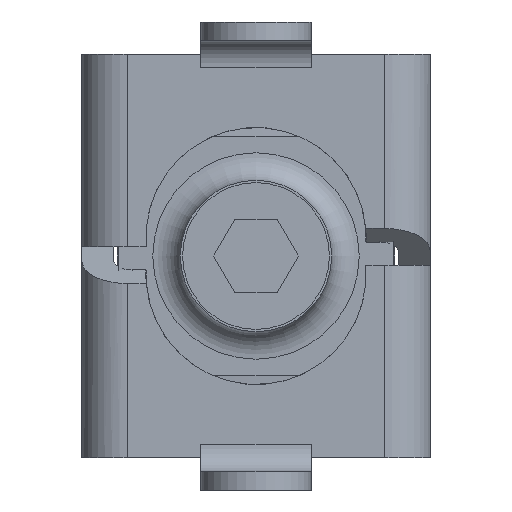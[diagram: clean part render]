
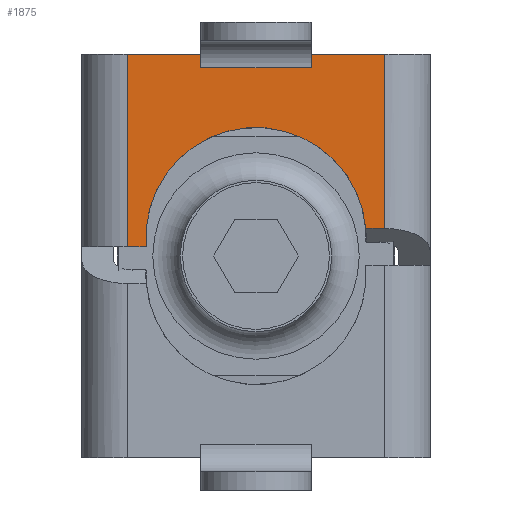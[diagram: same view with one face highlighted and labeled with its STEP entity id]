
A CAD part, front view. The second image highlights one B-rep face of the part: STEP entity #1875.
In plain terms, the highlighted face is planar.
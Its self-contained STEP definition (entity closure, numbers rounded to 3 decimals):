
#120=CIRCLE('',#2062,12.);
#316=ORIENTED_EDGE('',*,*,#710,.F.);
#317=ORIENTED_EDGE('',*,*,#821,.T.);
#318=ORIENTED_EDGE('',*,*,#730,.F.);
#319=ORIENTED_EDGE('',*,*,#719,.F.);
#320=ORIENTED_EDGE('',*,*,#822,.F.);
#321=ORIENTED_EDGE('',*,*,#823,.T.);
#322=ORIENTED_EDGE('',*,*,#743,.F.);
#323=ORIENTED_EDGE('',*,*,#824,.T.);
#324=ORIENTED_EDGE('',*,*,#700,.T.);
#325=ORIENTED_EDGE('',*,*,#825,.T.);
#700=EDGE_CURVE('',#968,#969,#1146,.T.);
#710=EDGE_CURVE('',#978,#979,#1153,.T.);
#719=EDGE_CURVE('',#987,#988,#1159,.T.);
#730=EDGE_CURVE('',#988,#996,#1167,.T.);
#743=EDGE_CURVE('',#1008,#1009,#1177,.T.);
#821=EDGE_CURVE('',#978,#996,#1238,.T.);
#822=EDGE_CURVE('',#1058,#987,#1239,.T.);
#823=EDGE_CURVE('',#1058,#1009,#1240,.T.);
#824=EDGE_CURVE('',#1008,#968,#1241,.F.);
#825=EDGE_CURVE('',#969,#979,#120,.T.);
#968=VERTEX_POINT('',#2764);
#969=VERTEX_POINT('',#2765);
#978=VERTEX_POINT('',#2784);
#979=VERTEX_POINT('',#2786);
#987=VERTEX_POINT('',#2803);
#988=VERTEX_POINT('',#2805);
#996=VERTEX_POINT('',#2827);
#1008=VERTEX_POINT('',#2853);
#1009=VERTEX_POINT('',#2855);
#1058=VERTEX_POINT('',#3009);
#1146=LINE('',#2763,#1339);
#1153=LINE('',#2785,#1346);
#1159=LINE('',#2804,#1352);
#1167=LINE('',#2826,#1360);
#1177=LINE('',#2854,#1370);
#1238=LINE('',#3007,#1431);
#1239=LINE('',#3008,#1432);
#1240=LINE('',#3010,#1433);
#1241=LINE('',#3011,#1434);
#1339=VECTOR('',#2192,1000.);
#1346=VECTOR('',#2207,1000.);
#1352=VECTOR('',#2221,1000.);
#1360=VECTOR('',#2241,1000.);
#1370=VECTOR('',#2261,1000.);
#1431=VECTOR('',#2408,1000.);
#1432=VECTOR('',#2409,1000.);
#1433=VECTOR('',#2410,1000.);
#1434=VECTOR('',#2411,1000.);
#1565=EDGE_LOOP('',(#316,#317,#318,#319,#320,#321,#322,#323,#324,#325));
#1687=FACE_BOUND('',#1565,.T.);
#1801=PLANE('',#2061);
#1875=ADVANCED_FACE('',(#1687),#1801,.F.);
#2061=AXIS2_PLACEMENT_3D('',#3006,#2406,#2407);
#2062=AXIS2_PLACEMENT_3D('',#3012,#2412,#2413);
#2192=DIRECTION('',(0.,0.,-1.));
#2207=DIRECTION('',(0.,0.,1.));
#2221=DIRECTION('',(-1.,0.,0.));
#2241=DIRECTION('',(0.,0.,-1.));
#2261=DIRECTION('',(0.,0.,-1.));
#2406=DIRECTION('',(0.,-1.,0.));
#2407=DIRECTION('',(0.,0.,-1.));
#2408=DIRECTION('',(-1.,0.,0.));
#2409=DIRECTION('',(0.,0.,-1.));
#2410=DIRECTION('',(-1.,0.,0.));
#2411=DIRECTION('',(-1.,0.,0.));
#2412=DIRECTION('',(0.,-1.,0.));
#2413=DIRECTION('',(0.,0.,-1.));
#2763=CARTESIAN_POINT('',(21.,0.,19.));
#2764=CARTESIAN_POINT('',(21.,0.,14.));
#2765=CARTESIAN_POINT('',(21.,0.,11.958));
#2784=CARTESIAN_POINT('',(19.,0.,-14.));
#2785=CARTESIAN_POINT('',(19.,0.,-19.));
#2786=CARTESIAN_POINT('',(19.,0.,-11.958));
#2803=CARTESIAN_POINT('',(1.486,0.,-6.));
#2804=CARTESIAN_POINT('',(21.,0.,-6.));
#2805=CARTESIAN_POINT('',(0.,0.,-6.));
#2826=CARTESIAN_POINT('',(0.,0.,19.));
#2827=CARTESIAN_POINT('',(0.,0.,-14.));
#2853=CARTESIAN_POINT('',(0.,0.,14.));
#2854=CARTESIAN_POINT('',(0.,0.,19.));
#2855=CARTESIAN_POINT('',(0.,0.,6.));
#3006=CARTESIAN_POINT('',(21.,0.,19.));
#3007=CARTESIAN_POINT('',(21.,0.,-14.));
#3008=CARTESIAN_POINT('',(1.486,0.,6.));
#3009=CARTESIAN_POINT('',(1.486,0.,6.));
#3010=CARTESIAN_POINT('',(21.,0.,6.));
#3011=CARTESIAN_POINT('',(21.,0.,14.));
#3012=CARTESIAN_POINT('',(20.,0.,0.));
